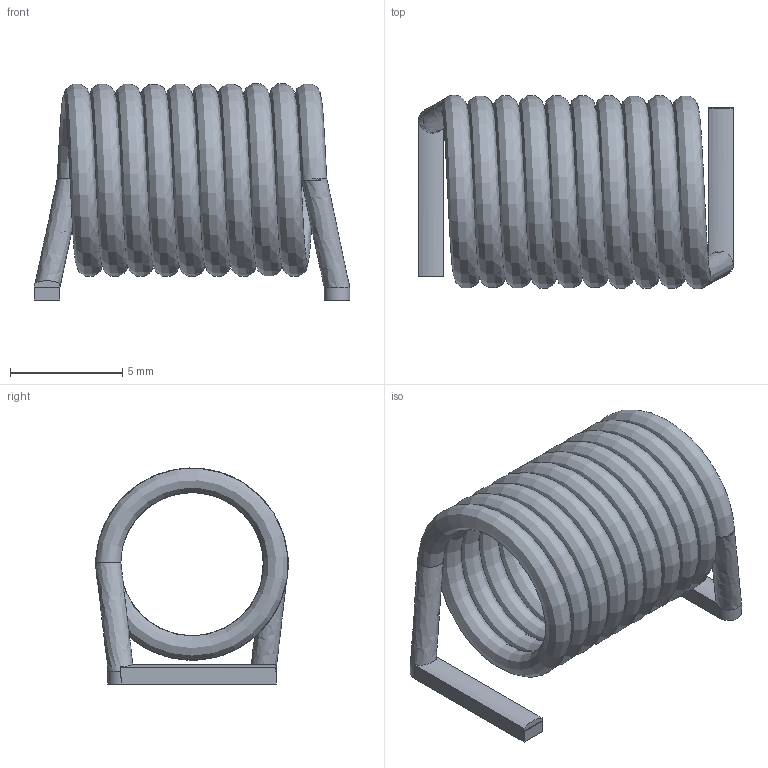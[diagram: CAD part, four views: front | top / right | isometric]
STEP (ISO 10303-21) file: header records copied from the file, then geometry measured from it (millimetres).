
FILE_DESCRIPTION(/* description */ ('model of L_Coilcraft_2929SQ-431'),/* implementation_level */ '2;1');
FILE_NAME(/* name */ 'L_Coilcraft_2929SQ-431.step',/* time_stamp */ '2024-11-07T02:48:49',/* author */ ('KiCAD','kicad'),/* organization */ ('OCCT'),/* preprocessor_version */ '',/* originating_system */ 'KiCAD',/* authorisation */ '');
FILE_SCHEMA(('AUTOMOTIVE_DESIGN { 1 0 10303 214 1 1 1 1 }'));
Length unit declared in the file: millimetre
Products named in the file (1): L_Coilcraft_2929SQ-431
Bounding box: 14.07 x 8.63 x 9.64 mm (x, y, z)
Volume: 253.4 mm3; surface area: 895.5 mm2
Topology: 1 solids, 1 shells, 33 faces, 89 edges, 58 vertices
Faces by surface type: plane 26, cylinder 4, bspline 3
Entity records: 6782 total; most frequent: CARTESIAN_POINT 5609, ORIENTED_EDGE 178, DIRECTION 138, EDGE_CURVE 89, VERTEX_POINT 58, LINE 52, VECTOR 52, AXIS2_PLACEMENT_3D 43
